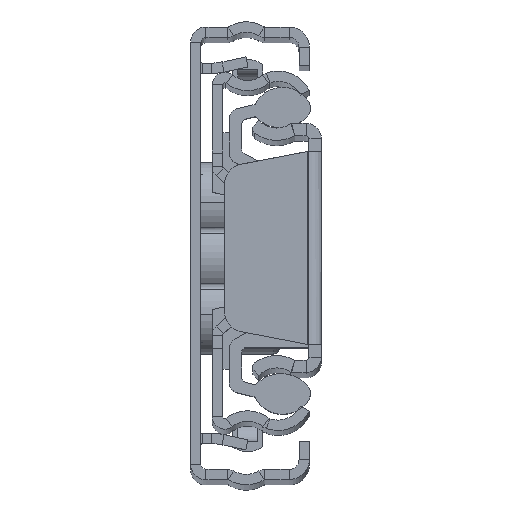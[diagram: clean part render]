
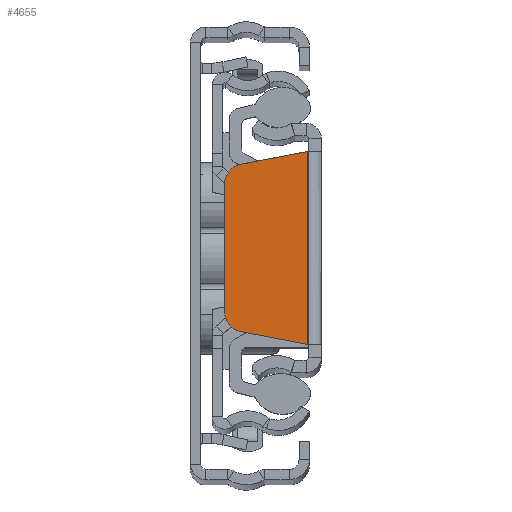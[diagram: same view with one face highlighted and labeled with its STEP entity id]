
A CAD part, top view. The second image highlights one B-rep face of the part: STEP entity #4655.
In plain terms, the highlighted planar face has unit normal (0, 0, 1).
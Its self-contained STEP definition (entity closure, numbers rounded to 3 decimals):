
#1078 = AXIS2_PLACEMENT_3D ( 'NONE', #2109, #18851, #14215 ) ;
#1133 = LINE ( 'NONE', #19199, #19252 ) ;
#2109 = CARTESIAN_POINT ( 'NONE',  ( 0., 0., 0. ) ) ;
#2264 = VERTEX_POINT ( 'NONE', #15939 ) ;
#3346 = EDGE_CURVE ( 'NONE', #5037, #2264, #18287, .T. ) ;
#3433 = ORIENTED_EDGE ( 'NONE', *, *, #4009, .T. ) ;
#4009 = EDGE_CURVE ( 'NONE', #5123, #5037, #13590, .T. ) ;
#4655 = ADVANCED_FACE ( 'NONE', ( #14000 ), #12433, .F. ) ;
#5037 = VERTEX_POINT ( 'NONE', #8368 ) ;
#5123 = VERTEX_POINT ( 'NONE', #15838 ) ;
#5423 = EDGE_CURVE ( 'NONE', #5123, #21197, #18589, .T. ) ;
#5732 = CARTESIAN_POINT ( 'NONE',  ( -1.36, -9.379, 0. ) ) ;
#8165 = DIRECTION ( 'NONE',  ( 0.982, -0.189, 0. ) ) ;
#8368 = CARTESIAN_POINT ( 'NONE',  ( -7.778, 8.147, 0. ) ) ;
#8520 = EDGE_CURVE ( 'NONE', #2264, #21387, #1133, .T. ) ;
#9062 = VERTEX_POINT ( 'NONE', #18184 ) ;
#9497 = AXIS2_PLACEMENT_3D ( 'NONE', #15104, #10264, #20074 ) ;
#9769 = EDGE_LOOP ( 'NONE', ( #15243, #21495, #14435, #14337, #3433, #9865 ) ) ;
#9865 = ORIENTED_EDGE ( 'NONE', *, *, #3346, .T. ) ;
#10264 = DIRECTION ( 'NONE',  ( 0., 0., 1. ) ) ;
#10467 = CARTESIAN_POINT ( 'NONE',  ( -9.401, -6.183, 0. ) ) ;
#10693 = DIRECTION ( 'NONE',  ( 0., 0., 1. ) ) ;
#10819 = DIRECTION ( 'NONE',  ( 0., -1., 0. ) ) ;
#10915 = CARTESIAN_POINT ( 'NONE',  ( -7.401, -6.183, 0. ) ) ;
#11683 = CARTESIAN_POINT ( 'NONE',  ( -1.786, -9.298, 0. ) ) ;
#11749 = CARTESIAN_POINT ( 'NONE',  ( -1.36, -9.379, 0. ) ) ;
#12433 = PLANE ( 'NONE',  #1078 ) ;
#13008 = LINE ( 'NONE', #11683, #21343 ) ;
#13480 = DIRECTION ( 'NONE',  ( -0.982, -0.189, 0. ) ) ;
#13590 = LINE ( 'NONE', #13709, #21114 ) ;
#13709 = CARTESIAN_POINT ( 'NONE',  ( -1.786, 9.298, 0. ) ) ;
#14000 = FACE_OUTER_BOUND ( 'NONE', #9769, .T. ) ;
#14215 = DIRECTION ( 'NONE',  ( -1., 0., 0. ) ) ;
#14337 = ORIENTED_EDGE ( 'NONE', *, *, #5423, .F. ) ;
#14435 = ORIENTED_EDGE ( 'NONE', *, *, #17017, .T. ) ;
#15104 = CARTESIAN_POINT ( 'NONE',  ( -7.401, 6.183, 0. ) ) ;
#15243 = ORIENTED_EDGE ( 'NONE', *, *, #8520, .T. ) ;
#15535 = VECTOR ( 'NONE', #16827, 1000. ) ;
#15838 = CARTESIAN_POINT ( 'NONE',  ( -1.36, 9.379, 0. ) ) ;
#15939 = CARTESIAN_POINT ( 'NONE',  ( -9.401, 6.183, 0. ) ) ;
#16495 = AXIS2_PLACEMENT_3D ( 'NONE', #10915, #10693, #17425 ) ;
#16827 = DIRECTION ( 'NONE',  ( 0., -1., 0. ) ) ;
#17017 = EDGE_CURVE ( 'NONE', #9062, #21197, #13008, .T. ) ;
#17425 = DIRECTION ( 'NONE',  ( -1., 0., 0. ) ) ;
#18184 = CARTESIAN_POINT ( 'NONE',  ( -7.778, -8.147, 0. ) ) ;
#18287 = CIRCLE ( 'NONE', #9497, 2. ) ;
#18589 = LINE ( 'NONE', #11749, #15535 ) ;
#18851 = DIRECTION ( 'NONE',  ( 0., 0., -1. ) ) ;
#18955 = CIRCLE ( 'NONE', #16495, 2. ) ;
#19199 = CARTESIAN_POINT ( 'NONE',  ( -9.401, 0., 0. ) ) ;
#19252 = VECTOR ( 'NONE', #10819, 1000. ) ;
#20074 = DIRECTION ( 'NONE',  ( -1., 0., 0. ) ) ;
#20140 = EDGE_CURVE ( 'NONE', #21387, #9062, #18955, .T. ) ;
#21114 = VECTOR ( 'NONE', #13480, 1000. ) ;
#21197 = VERTEX_POINT ( 'NONE', #5732 ) ;
#21343 = VECTOR ( 'NONE', #8165, 1000. ) ;
#21387 = VERTEX_POINT ( 'NONE', #10467 ) ;
#21495 = ORIENTED_EDGE ( 'NONE', *, *, #20140, .T. ) ;
